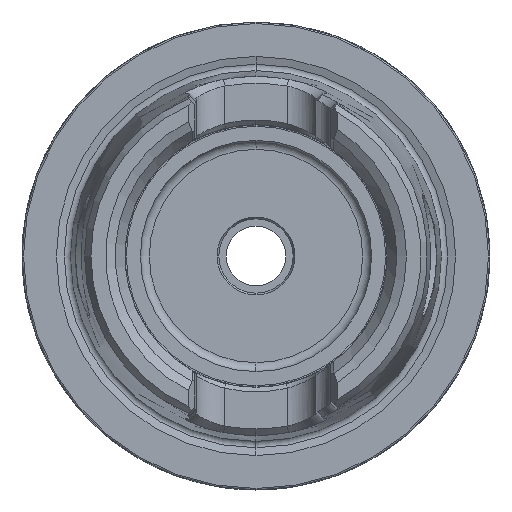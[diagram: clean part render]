
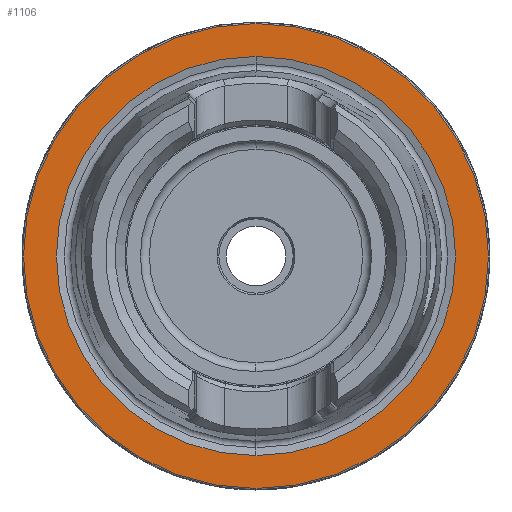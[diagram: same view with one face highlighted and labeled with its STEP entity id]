
A CAD part, left-side view. The second image highlights one B-rep face of the part: STEP entity #1106.
In plain terms, the highlighted planar face has unit normal (-1, 0, 0).
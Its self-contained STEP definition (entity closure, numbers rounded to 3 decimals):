
#110 = AXIS2_PLACEMENT_3D ( 'NONE', #3021, #8675, #3817 ) ;
#141 = ORIENTED_EDGE ( 'NONE', *, *, #9315, .F. ) ;
#326 = CARTESIAN_POINT ( 'NONE',  ( 0., 0., 0. ) ) ;
#381 = ORIENTED_EDGE ( 'NONE', *, *, #4806, .F. ) ;
#396 = ORIENTED_EDGE ( 'NONE', *, *, #8285, .T. ) ;
#474 = DIRECTION ( 'NONE',  ( -1., 0., 0. ) ) ;
#502 = DIRECTION ( 'NONE',  ( 0., 0., 1. ) ) ;
#624 = EDGE_CURVE ( 'NONE', #1590, #2326, #9123, .T. ) ;
#818 = CARTESIAN_POINT ( 'NONE',  ( 0., 0., 31.275 ) ) ;
#898 = CARTESIAN_POINT ( 'NONE',  ( 0., 0., -31.275 ) ) ;
#916 = ORIENTED_EDGE ( 'NONE', *, *, #624, .T. ) ;
#1106 = ADVANCED_FACE ( 'NONE', ( #5225, #9482 ), #3322, .F. ) ;
#1107 = DIRECTION ( 'NONE',  ( -1., 0., 0. ) ) ;
#1339 = EDGE_LOOP ( 'NONE', ( #141, #381 ) ) ;
#1590 = VERTEX_POINT ( 'NONE', #898 ) ;
#1598 = EDGE_LOOP ( 'NONE', ( #396, #916 ) ) ;
#1915 = AXIS2_PLACEMENT_3D ( 'NONE', #4093, #4447, #4275 ) ;
#2326 = VERTEX_POINT ( 'NONE', #818 ) ;
#2825 = AXIS2_PLACEMENT_3D ( 'NONE', #5982, #1107, #6794 ) ;
#3021 = CARTESIAN_POINT ( 'NONE',  ( 0., 0., 0. ) ) ;
#3322 = PLANE ( 'NONE',  #1915 ) ;
#3619 = CARTESIAN_POINT ( 'NONE',  ( 0., 0., 26.85 ) ) ;
#3817 = DIRECTION ( 'NONE',  ( 0., 0., 1. ) ) ;
#4093 = CARTESIAN_POINT ( 'NONE',  ( 0., 31.275, 0. ) ) ;
#4275 = DIRECTION ( 'NONE',  ( 0., 0., -1. ) ) ;
#4322 = DIRECTION ( 'NONE',  ( -1., 0., 0. ) ) ;
#4447 = DIRECTION ( 'NONE',  ( 1., 0., 0. ) ) ;
#4806 = EDGE_CURVE ( 'NONE', #6128, #6482, #9447, .T. ) ;
#5225 = FACE_BOUND ( 'NONE', #1339, .T. ) ;
#5982 = CARTESIAN_POINT ( 'NONE',  ( 0., 0., 0. ) ) ;
#6128 = VERTEX_POINT ( 'NONE', #7234 ) ;
#6482 = VERTEX_POINT ( 'NONE', #3619 ) ;
#6794 = DIRECTION ( 'NONE',  ( 0., 0., 1. ) ) ;
#6985 = AXIS2_PLACEMENT_3D ( 'NONE', #9148, #4322, #9938 ) ;
#7234 = CARTESIAN_POINT ( 'NONE',  ( 0., 0., -26.85 ) ) ;
#8046 = CIRCLE ( 'NONE', #6985, 26.85 ) ;
#8285 = EDGE_CURVE ( 'NONE', #2326, #1590, #8665, .T. ) ;
#8665 = CIRCLE ( 'NONE', #2825, 31.275 ) ;
#8675 = DIRECTION ( 'NONE',  ( -1., 0., 0. ) ) ;
#9123 = CIRCLE ( 'NONE', #10421, 31.275 ) ;
#9148 = CARTESIAN_POINT ( 'NONE',  ( 0., 0., 0. ) ) ;
#9315 = EDGE_CURVE ( 'NONE', #6482, #6128, #8046, .T. ) ;
#9447 = CIRCLE ( 'NONE', #110, 26.85 ) ;
#9482 = FACE_OUTER_BOUND ( 'NONE', #1598, .T. ) ;
#9938 = DIRECTION ( 'NONE',  ( 0., 0., 1. ) ) ;
#10421 = AXIS2_PLACEMENT_3D ( 'NONE', #326, #474, #502 ) ;
